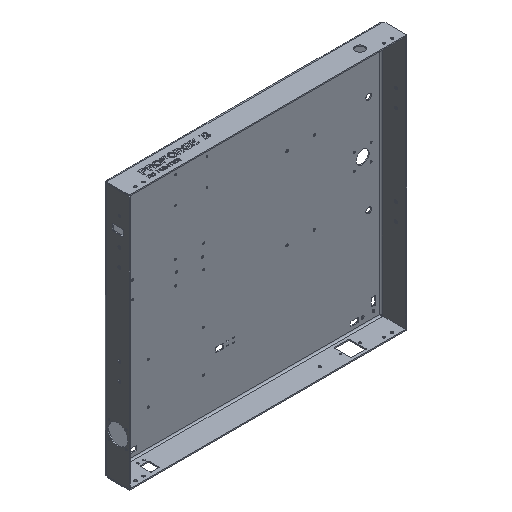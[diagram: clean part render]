
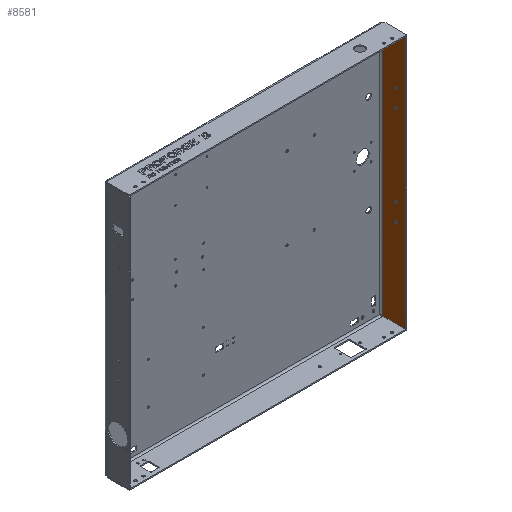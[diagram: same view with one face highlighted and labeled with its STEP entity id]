
A CAD part, isometric view. The second image highlights one B-rep face of the part: STEP entity #8581.
In plain terms, the highlighted planar face has unit normal (-1, 0, 0).
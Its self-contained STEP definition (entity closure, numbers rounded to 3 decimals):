
#8 = EDGE_LOOP ( 'NONE', ( #17148, #4513 ) ) ;
#119 = CARTESIAN_POINT ( 'NONE',  ( 502., -25.95, -267.5 ) ) ;
#192 = DIRECTION ( 'NONE',  ( -1., 0., 0. ) ) ;
#213 = CARTESIAN_POINT ( 'NONE',  ( 502., -2., 3.646 ) ) ;
#397 = EDGE_CURVE ( 'NONE', #15939, #12513, #16505, .T. ) ;
#872 = CIRCLE ( 'NONE', #15171, 2.65 ) ;
#1034 = CARTESIAN_POINT ( 'NONE',  ( 502., 0., -461.646 ) ) ;
#1159 = LINE ( 'NONE', #1034, #16237 ) ;
#1577 = EDGE_LOOP ( 'NONE', ( #19229, #4554 ) ) ;
#1580 = CARTESIAN_POINT ( 'NONE',  ( 502., -23.3, -86.5 ) ) ;
#1601 = VECTOR ( 'NONE', #7489, 1000. ) ;
#1700 = CARTESIAN_POINT ( 'NONE',  ( 502., -25.95, -86.5 ) ) ;
#1898 = CIRCLE ( 'NONE', #12910, 2.65 ) ;
#1946 = CARTESIAN_POINT ( 'NONE',  ( 502., -42., -461.646 ) ) ;
#2277 = DIRECTION ( 'NONE',  ( -1., 0., 0. ) ) ;
#2361 = CARTESIAN_POINT ( 'NONE',  ( 502., -42., -459.646 ) ) ;
#2728 = CARTESIAN_POINT ( 'NONE',  ( 502., -28.6, -118.5 ) ) ;
#3204 = ORIENTED_EDGE ( 'NONE', *, *, #16898, .T. ) ;
#3384 = DIRECTION ( 'NONE',  ( -1., 0., 0. ) ) ;
#3584 = EDGE_CURVE ( 'NONE', #3912, #6807, #13937, .T. ) ;
#3679 = AXIS2_PLACEMENT_3D ( 'NONE', #2361, #20012, #4536 ) ;
#3760 = DIRECTION ( 'NONE',  ( -1., 0., 0. ) ) ;
#3790 = LINE ( 'NONE', #5957, #18450 ) ;
#3858 = VERTEX_POINT ( 'NONE', #9135 ) ;
#3912 = VERTEX_POINT ( 'NONE', #1580 ) ;
#4175 = EDGE_CURVE ( 'NONE', #20395, #11657, #872, .T. ) ;
#4513 = ORIENTED_EDGE ( 'NONE', *, *, #4175, .F. ) ;
#4536 = DIRECTION ( 'NONE',  ( 0., -1., 0. ) ) ;
#4554 = ORIENTED_EDGE ( 'NONE', *, *, #13730, .F. ) ;
#4699 = DIRECTION ( 'NONE',  ( -1., 0., 0. ) ) ;
#5370 = EDGE_CURVE ( 'NONE', #3858, #11460, #21830, .T. ) ;
#5551 = AXIS2_PLACEMENT_3D ( 'NONE', #1700, #19488, #15248 ) ;
#5675 = CARTESIAN_POINT ( 'NONE',  ( 502., -25.95, -118.5 ) ) ;
#5699 = LINE ( 'NONE', #17207, #1601 ) ;
#5957 = CARTESIAN_POINT ( 'NONE',  ( 502., -2., -458. ) ) ;
#6358 = CARTESIAN_POINT ( 'NONE',  ( 502., -44., 1.646 ) ) ;
#6743 = EDGE_LOOP ( 'NONE', ( #24848, #8149, #21176, #18430, #3204, #10333 ) ) ;
#6807 = VERTEX_POINT ( 'NONE', #14417 ) ;
#7060 = EDGE_LOOP ( 'NONE', ( #11933, #16680 ) ) ;
#7401 = CARTESIAN_POINT ( 'NONE',  ( 502., -2., -461.646 ) ) ;
#7489 = DIRECTION ( 'NONE',  ( 0., 0., 1. ) ) ;
#7528 = AXIS2_PLACEMENT_3D ( 'NONE', #21781, #16130, #7831 ) ;
#7547 = VERTEX_POINT ( 'NONE', #2728 ) ;
#7712 = FACE_BOUND ( 'NONE', #7060, .T. ) ;
#7831 = DIRECTION ( 'NONE',  ( 0., -1., 0. ) ) ;
#7877 = VERTEX_POINT ( 'NONE', #1946 ) ;
#8010 = CARTESIAN_POINT ( 'NONE',  ( 502., 0., 3.646 ) ) ;
#8023 = CIRCLE ( 'NONE', #14148, 2.65 ) ;
#8149 = ORIENTED_EDGE ( 'NONE', *, *, #19368, .T. ) ;
#8581 = ADVANCED_FACE ( 'NONE', ( #9376, #11169, #7712, #17187, #20895 ), #15257, .T. ) ;
#8965 = DIRECTION ( 'NONE',  ( 0., -1., 0. ) ) ;
#9013 = CARTESIAN_POINT ( 'NONE',  ( 502., -42., 1.646 ) ) ;
#9135 = CARTESIAN_POINT ( 'NONE',  ( 502., -42., 3.646 ) ) ;
#9304 = ORIENTED_EDGE ( 'NONE', *, *, #13127, .F. ) ;
#9376 = FACE_BOUND ( 'NONE', #1577, .T. ) ;
#9680 = DIRECTION ( 'NONE',  ( -1., 0., 0. ) ) ;
#10333 = ORIENTED_EDGE ( 'NONE', *, *, #22386, .T. ) ;
#11169 = FACE_BOUND ( 'NONE', #8, .T. ) ;
#11460 = VERTEX_POINT ( 'NONE', #213 ) ;
#11657 = VERTEX_POINT ( 'NONE', #16449 ) ;
#11740 = CARTESIAN_POINT ( 'NONE',  ( 502., -25.95, -118.5 ) ) ;
#11933 = ORIENTED_EDGE ( 'NONE', *, *, #20775, .F. ) ;
#12002 = DIRECTION ( 'NONE',  ( 0., -1., 0. ) ) ;
#12094 = DIRECTION ( 'NONE',  ( 0., 1., 0. ) ) ;
#12513 = VERTEX_POINT ( 'NONE', #17984 ) ;
#12598 = DIRECTION ( 'NONE',  ( 0., -1., 0. ) ) ;
#12654 = CIRCLE ( 'NONE', #18781, 2.65 ) ;
#12716 = VERTEX_POINT ( 'NONE', #13240 ) ;
#12910 = AXIS2_PLACEMENT_3D ( 'NONE', #15531, #192, #13371 ) ;
#13093 = DIRECTION ( 'NONE',  ( -1., 0., 0. ) ) ;
#13127 = EDGE_CURVE ( 'NONE', #6807, #3912, #18194, .T. ) ;
#13240 = CARTESIAN_POINT ( 'NONE',  ( 502., -44., -459.646 ) ) ;
#13371 = DIRECTION ( 'NONE',  ( 0., -1., 0. ) ) ;
#13730 = EDGE_CURVE ( 'NONE', #12513, #15939, #1898, .T. ) ;
#13870 = CARTESIAN_POINT ( 'NONE',  ( 502., -23.3, -118.5 ) ) ;
#13937 = CIRCLE ( 'NONE', #16408, 2.65 ) ;
#13944 = VERTEX_POINT ( 'NONE', #13870 ) ;
#14148 = AXIS2_PLACEMENT_3D ( 'NONE', #11740, #2277, #12002 ) ;
#14417 = CARTESIAN_POINT ( 'NONE',  ( 502., -28.6, -86.5 ) ) ;
#14558 = CIRCLE ( 'NONE', #17841, 2.65 ) ;
#14815 = ORIENTED_EDGE ( 'NONE', *, *, #3584, .F. ) ;
#15102 = CIRCLE ( 'NONE', #3679, 2. ) ;
#15149 = CARTESIAN_POINT ( 'NONE',  ( 502., -28.6, -267.5 ) ) ;
#15171 = AXIS2_PLACEMENT_3D ( 'NONE', #119, #15454, #15712 ) ;
#15209 = VECTOR ( 'NONE', #12094, 1000. ) ;
#15248 = DIRECTION ( 'NONE',  ( 0., -1., 0. ) ) ;
#15257 = PLANE ( 'NONE',  #24587 ) ;
#15454 = DIRECTION ( 'NONE',  ( -1., 0., 0. ) ) ;
#15505 = CARTESIAN_POINT ( 'NONE',  ( 502., 0., 0. ) ) ;
#15531 = CARTESIAN_POINT ( 'NONE',  ( 502., -25.95, -299.5 ) ) ;
#15712 = DIRECTION ( 'NONE',  ( 0., -1., 0. ) ) ;
#15768 = VERTEX_POINT ( 'NONE', #7401 ) ;
#15853 = EDGE_CURVE ( 'NONE', #7547, #13944, #8023, .T. ) ;
#15939 = VERTEX_POINT ( 'NONE', #23902 ) ;
#16047 = DIRECTION ( 'NONE',  ( 0., 0., 1. ) ) ;
#16130 = DIRECTION ( 'NONE',  ( -1., 0., 0. ) ) ;
#16237 = VECTOR ( 'NONE', #8965, 1000. ) ;
#16408 = AXIS2_PLACEMENT_3D ( 'NONE', #23502, #9680, #17486 ) ;
#16449 = CARTESIAN_POINT ( 'NONE',  ( 502., -23.3, -267.5 ) ) ;
#16498 = EDGE_CURVE ( 'NONE', #11657, #20395, #14558, .T. ) ;
#16505 = CIRCLE ( 'NONE', #7528, 2.65 ) ;
#16680 = ORIENTED_EDGE ( 'NONE', *, *, #15853, .F. ) ;
#16898 = EDGE_CURVE ( 'NONE', #15768, #7877, #1159, .T. ) ;
#16926 = DIRECTION ( 'NONE',  ( 0., -1., 0. ) ) ;
#17148 = ORIENTED_EDGE ( 'NONE', *, *, #16498, .F. ) ;
#17187 = FACE_BOUND ( 'NONE', #22691, .T. ) ;
#17207 = CARTESIAN_POINT ( 'NONE',  ( 502., -44., 0. ) ) ;
#17486 = DIRECTION ( 'NONE',  ( 0., -1., 0. ) ) ;
#17841 = AXIS2_PLACEMENT_3D ( 'NONE', #24616, #13093, #20636 ) ;
#17984 = CARTESIAN_POINT ( 'NONE',  ( 502., -28.6, -299.5 ) ) ;
#18194 = CIRCLE ( 'NONE', #5551, 2.65 ) ;
#18344 = CIRCLE ( 'NONE', #18742, 2. ) ;
#18430 = ORIENTED_EDGE ( 'NONE', *, *, #23174, .F. ) ;
#18450 = VECTOR ( 'NONE', #16047, 1000. ) ;
#18742 = AXIS2_PLACEMENT_3D ( 'NONE', #9013, #4699, #12598 ) ;
#18781 = AXIS2_PLACEMENT_3D ( 'NONE', #5675, #3760, #16926 ) ;
#18986 = DIRECTION ( 'NONE',  ( 0., -1., 0. ) ) ;
#19229 = ORIENTED_EDGE ( 'NONE', *, *, #397, .F. ) ;
#19264 = VERTEX_POINT ( 'NONE', #6358 ) ;
#19368 = EDGE_CURVE ( 'NONE', #19264, #3858, #18344, .T. ) ;
#19488 = DIRECTION ( 'NONE',  ( -1., 0., 0. ) ) ;
#19541 = EDGE_CURVE ( 'NONE', #12716, #19264, #5699, .T. ) ;
#20012 = DIRECTION ( 'NONE',  ( -1., 0., 0. ) ) ;
#20395 = VERTEX_POINT ( 'NONE', #15149 ) ;
#20636 = DIRECTION ( 'NONE',  ( 0., -1., 0. ) ) ;
#20775 = EDGE_CURVE ( 'NONE', #13944, #7547, #12654, .T. ) ;
#20895 = FACE_OUTER_BOUND ( 'NONE', #6743, .T. ) ;
#21176 = ORIENTED_EDGE ( 'NONE', *, *, #5370, .T. ) ;
#21781 = CARTESIAN_POINT ( 'NONE',  ( 502., -25.95, -299.5 ) ) ;
#21830 = LINE ( 'NONE', #8010, #15209 ) ;
#22386 = EDGE_CURVE ( 'NONE', #7877, #12716, #15102, .T. ) ;
#22691 = EDGE_LOOP ( 'NONE', ( #14815, #9304 ) ) ;
#23174 = EDGE_CURVE ( 'NONE', #15768, #11460, #3790, .T. ) ;
#23502 = CARTESIAN_POINT ( 'NONE',  ( 502., -25.95, -86.5 ) ) ;
#23902 = CARTESIAN_POINT ( 'NONE',  ( 502., -23.3, -299.5 ) ) ;
#24587 = AXIS2_PLACEMENT_3D ( 'NONE', #15505, #3384, #18986 ) ;
#24616 = CARTESIAN_POINT ( 'NONE',  ( 502., -25.95, -267.5 ) ) ;
#24848 = ORIENTED_EDGE ( 'NONE', *, *, #19541, .T. ) ;
